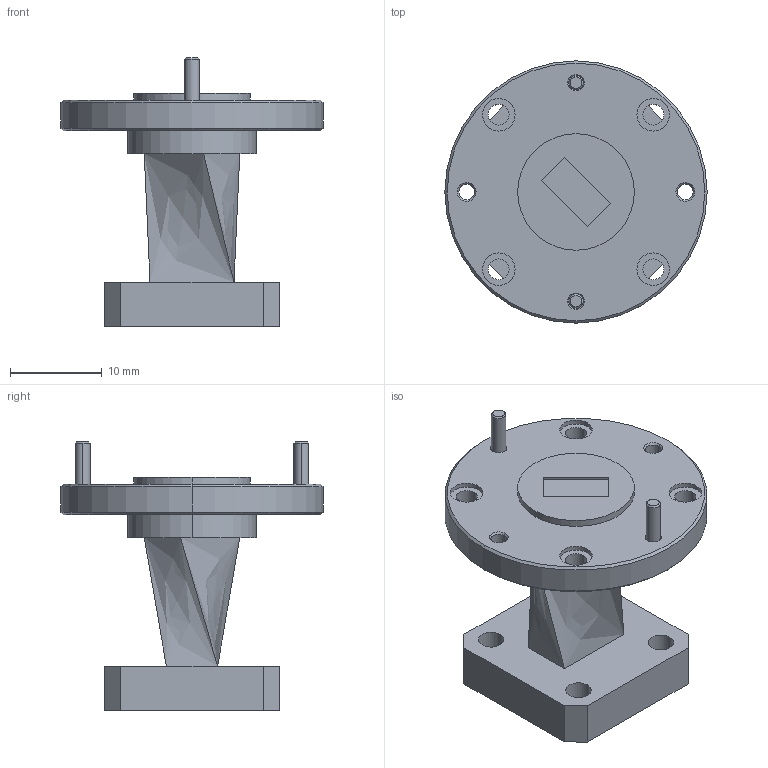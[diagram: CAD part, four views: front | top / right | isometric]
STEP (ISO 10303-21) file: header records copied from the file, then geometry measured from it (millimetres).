
FILE_DESCRIPTION (( 'STEP AP203' ), '1' );
FILE_NAME ('SWB-28045L-TB-383-1.0.STEP', '2022-06-14T19:49:02', ( '' ), ( '' ), 'SwSTEP 2.0', 'SolidWorks 2021', '' );
FILE_SCHEMA (( 'CONFIG_CONTROL_DESIGN' ));
Length unit declared in the file: inch
Products named in the file (3): PHW-DPXXXX-Y_PHW-DP0631-W; WB-TA-5-383-L, DF; SWB-28045L-TB-383-1.0
Assembly tree (3 placements, depth 2):
  SWB-28045L-TB-383-1.0
    WB-TA-5-383-L, DF
    PHW-DPXXXX-Y_PHW-DP0631-W  x2
Bounding box: 28.57 x 28.57 x 29.27 mm (x, y, z)
Volume: 4771.2 mm3; surface area: 3382 mm2
Topology: 3 solids, 3 shells, 98 faces, 226 edges, 144 vertices
Faces by surface type: cylinder 42, plane 32, cone 20, bspline 4
Entity records: 3027 total; most frequent: DIRECTION 492, CARTESIAN_POINT 488, ORIENTED_EDGE 424, EDGE_CURVE 212, AXIS2_PLACEMENT_3D 188, VERTEX_POINT 136, EDGE_LOOP 124, VECTOR 116
